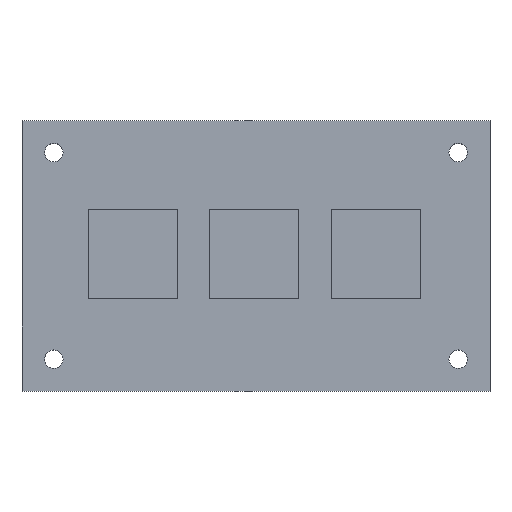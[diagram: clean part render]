
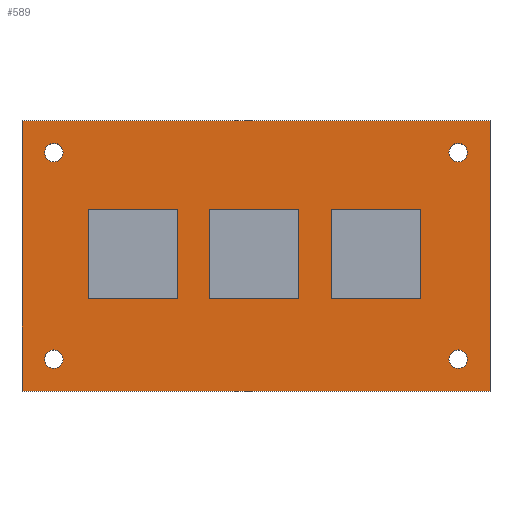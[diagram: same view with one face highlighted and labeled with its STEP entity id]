
A CAD part, top view. The second image highlights one B-rep face of the part: STEP entity #589.
In plain terms, the highlighted planar face has unit normal (0, 0, 1).
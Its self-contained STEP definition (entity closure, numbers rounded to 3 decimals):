
#24=FACE_BOUND('',#100,.T.);
#25=FACE_BOUND('',#101,.T.);
#26=FACE_BOUND('',#102,.T.);
#27=FACE_BOUND('',#103,.T.);
#28=FACE_BOUND('',#104,.T.);
#29=FACE_BOUND('',#105,.T.);
#30=FACE_BOUND('',#106,.T.);
#38=CIRCLE('',#633,1.45);
#39=CIRCLE('',#635,1.45);
#40=CIRCLE('',#637,1.45);
#41=CIRCLE('',#639,1.45);
#65=FACE_OUTER_BOUND('',#99,.T.);
#99=EDGE_LOOP('',(#485,#486,#487,#488));
#100=EDGE_LOOP('',(#489,#490,#491,#492));
#101=EDGE_LOOP('',(#493,#494,#495,#496));
#102=EDGE_LOOP('',(#497,#498,#499,#500));
#103=EDGE_LOOP('',(#501));
#104=EDGE_LOOP('',(#502));
#105=EDGE_LOOP('',(#503));
#106=EDGE_LOOP('',(#504));
#122=LINE('',#811,#192);
#126=LINE('',#819,#196);
#129=LINE('',#825,#199);
#132=LINE('',#830,#202);
#134=LINE('',#835,#204);
#138=LINE('',#843,#208);
#141=LINE('',#849,#211);
#144=LINE('',#854,#214);
#146=LINE('',#859,#216);
#150=LINE('',#867,#220);
#153=LINE('',#873,#223);
#156=LINE('',#878,#226);
#163=LINE('',#901,#233);
#169=LINE('',#911,#239);
#171=LINE('',#915,#241);
#172=LINE('',#917,#242);
#192=VECTOR('',#661,10.);
#196=VECTOR('',#667,10.);
#199=VECTOR('',#672,10.);
#202=VECTOR('',#677,10.);
#204=VECTOR('',#681,10.);
#208=VECTOR('',#687,10.);
#211=VECTOR('',#692,10.);
#214=VECTOR('',#697,10.);
#216=VECTOR('',#701,10.);
#220=VECTOR('',#707,10.);
#223=VECTOR('',#712,10.);
#226=VECTOR('',#717,10.);
#233=VECTOR('',#736,10.);
#239=VECTOR('',#744,10.);
#241=VECTOR('',#748,10.);
#242=VECTOR('',#751,10.);
#261=VERTEX_POINT('',#809);
#262=VERTEX_POINT('',#810);
#265=VERTEX_POINT('',#818);
#267=VERTEX_POINT('',#824);
#269=VERTEX_POINT('',#833);
#270=VERTEX_POINT('',#834);
#273=VERTEX_POINT('',#842);
#275=VERTEX_POINT('',#848);
#277=VERTEX_POINT('',#857);
#278=VERTEX_POINT('',#858);
#281=VERTEX_POINT('',#866);
#283=VERTEX_POINT('',#872);
#293=VERTEX_POINT('',#898);
#294=VERTEX_POINT('',#900);
#297=VERTEX_POINT('',#909);
#298=VERTEX_POINT('',#913);
#299=VERTEX_POINT('',#919);
#300=VERTEX_POINT('',#923);
#301=VERTEX_POINT('',#927);
#302=VERTEX_POINT('',#931);
#314=EDGE_CURVE('',#261,#262,#122,.T.);
#318=EDGE_CURVE('',#265,#261,#126,.T.);
#321=EDGE_CURVE('',#267,#265,#129,.T.);
#324=EDGE_CURVE('',#262,#267,#132,.T.);
#326=EDGE_CURVE('',#269,#270,#134,.T.);
#330=EDGE_CURVE('',#273,#269,#138,.T.);
#333=EDGE_CURVE('',#275,#273,#141,.T.);
#336=EDGE_CURVE('',#270,#275,#144,.T.);
#338=EDGE_CURVE('',#277,#278,#146,.T.);
#342=EDGE_CURVE('',#281,#277,#150,.T.);
#345=EDGE_CURVE('',#283,#281,#153,.T.);
#348=EDGE_CURVE('',#278,#283,#156,.T.);
#359=EDGE_CURVE('',#294,#293,#163,.T.);
#365=EDGE_CURVE('',#293,#297,#169,.T.);
#367=EDGE_CURVE('',#297,#298,#171,.T.);
#368=EDGE_CURVE('',#298,#294,#172,.T.);
#369=EDGE_CURVE('',#299,#299,#38,.T.);
#371=EDGE_CURVE('',#300,#300,#39,.T.);
#373=EDGE_CURVE('',#301,#301,#40,.T.);
#375=EDGE_CURVE('',#302,#302,#41,.T.);
#485=ORIENTED_EDGE('',*,*,#368,.T.);
#486=ORIENTED_EDGE('',*,*,#359,.T.);
#487=ORIENTED_EDGE('',*,*,#365,.T.);
#488=ORIENTED_EDGE('',*,*,#367,.T.);
#489=ORIENTED_EDGE('',*,*,#314,.T.);
#490=ORIENTED_EDGE('',*,*,#324,.T.);
#491=ORIENTED_EDGE('',*,*,#321,.T.);
#492=ORIENTED_EDGE('',*,*,#318,.T.);
#493=ORIENTED_EDGE('',*,*,#326,.T.);
#494=ORIENTED_EDGE('',*,*,#336,.T.);
#495=ORIENTED_EDGE('',*,*,#333,.T.);
#496=ORIENTED_EDGE('',*,*,#330,.T.);
#497=ORIENTED_EDGE('',*,*,#338,.T.);
#498=ORIENTED_EDGE('',*,*,#348,.T.);
#499=ORIENTED_EDGE('',*,*,#345,.T.);
#500=ORIENTED_EDGE('',*,*,#342,.T.);
#501=ORIENTED_EDGE('',*,*,#369,.T.);
#502=ORIENTED_EDGE('',*,*,#373,.T.);
#503=ORIENTED_EDGE('',*,*,#371,.T.);
#504=ORIENTED_EDGE('',*,*,#375,.T.);
#560=PLANE('',#640);
#589=ADVANCED_FACE('',(#65,#24,#25,#26,#27,#28,#29,#30),#560,.T.);
#633=AXIS2_PLACEMENT_3D('',#920,#754,#755);
#635=AXIS2_PLACEMENT_3D('',#924,#759,#760);
#637=AXIS2_PLACEMENT_3D('',#928,#764,#765);
#639=AXIS2_PLACEMENT_3D('',#932,#769,#770);
#640=AXIS2_PLACEMENT_3D('',#934,#772,#773);
#661=DIRECTION('',(1.,0.,0.));
#667=DIRECTION('',(0.,1.,0.));
#672=DIRECTION('',(-1.,0.,0.));
#677=DIRECTION('',(0.,-1.,0.));
#681=DIRECTION('',(1.,0.,0.));
#687=DIRECTION('',(0.,1.,0.));
#692=DIRECTION('',(-1.,0.,0.));
#697=DIRECTION('',(0.,-1.,0.));
#701=DIRECTION('',(1.,0.,0.));
#707=DIRECTION('',(0.,1.,0.));
#712=DIRECTION('',(-1.,0.,0.));
#717=DIRECTION('',(0.,-1.,0.));
#736=DIRECTION('',(0.,-1.,0.));
#744=DIRECTION('',(1.,0.,0.));
#748=DIRECTION('',(0.,1.,0.));
#751=DIRECTION('',(-1.,0.,0.));
#754=DIRECTION('center_axis',(0.,0.,-1.));
#755=DIRECTION('ref_axis',(-1.,0.,0.));
#759=DIRECTION('center_axis',(0.,0.,-1.));
#760=DIRECTION('ref_axis',(-1.,0.,0.));
#764=DIRECTION('center_axis',(0.,0.,-1.));
#765=DIRECTION('ref_axis',(-1.,0.,0.));
#769=DIRECTION('center_axis',(0.,0.,-1.));
#770=DIRECTION('ref_axis',(-1.,0.,0.));
#772=DIRECTION('center_axis',(0.,0.,1.));
#773=DIRECTION('ref_axis',(-1.,0.,0.));
#809=CARTESIAN_POINT('',(38.472,18.524,16.));
#810=CARTESIAN_POINT('',(52.472,18.524,16.));
#811=CARTESIAN_POINT('',(32.586,18.524,16.));
#818=CARTESIAN_POINT('',(38.472,4.524,16.));
#819=CARTESIAN_POINT('',(38.472,7.862,16.));
#824=CARTESIAN_POINT('',(52.472,4.524,16.));
#825=CARTESIAN_POINT('',(39.586,4.524,16.));
#830=CARTESIAN_POINT('',(52.472,14.862,16.));
#833=CARTESIAN_POINT('',(19.422,18.524,16.));
#834=CARTESIAN_POINT('',(33.422,18.524,16.));
#835=CARTESIAN_POINT('',(23.061,18.524,16.));
#842=CARTESIAN_POINT('',(19.422,4.524,16.));
#843=CARTESIAN_POINT('',(19.422,7.862,16.));
#848=CARTESIAN_POINT('',(33.422,4.524,16.));
#849=CARTESIAN_POINT('',(30.061,4.524,16.));
#854=CARTESIAN_POINT('',(33.422,14.862,16.));
#857=CARTESIAN_POINT('',(0.372,18.524,16.));
#858=CARTESIAN_POINT('',(14.372,18.524,16.));
#859=CARTESIAN_POINT('',(13.536,18.524,16.));
#866=CARTESIAN_POINT('',(0.372,4.524,16.));
#867=CARTESIAN_POINT('',(0.372,7.862,16.));
#872=CARTESIAN_POINT('',(14.372,4.524,16.));
#873=CARTESIAN_POINT('',(20.536,4.524,16.));
#878=CARTESIAN_POINT('',(14.372,14.862,16.));
#898=CARTESIAN_POINT('',(-10.,-10.,16.));
#900=CARTESIAN_POINT('',(-10.,32.4,16.));
#901=CARTESIAN_POINT('',(-10.,32.4,16.));
#909=CARTESIAN_POINT('',(63.4,-10.,16.));
#911=CARTESIAN_POINT('',(-10.,-10.,16.));
#913=CARTESIAN_POINT('',(63.4,32.4,16.));
#915=CARTESIAN_POINT('',(63.4,-10.,16.));
#917=CARTESIAN_POINT('',(63.4,32.4,16.));
#919=CARTESIAN_POINT('',(-6.45,27.4,16.));
#920=CARTESIAN_POINT('Origin',(-5.,27.4,16.));
#923=CARTESIAN_POINT('',(-6.45,-5.,16.));
#924=CARTESIAN_POINT('Origin',(-5.,-5.,16.));
#927=CARTESIAN_POINT('',(56.95,-5.,16.));
#928=CARTESIAN_POINT('Origin',(58.4,-5.,16.));
#931=CARTESIAN_POINT('',(56.95,27.4,16.));
#932=CARTESIAN_POINT('Origin',(58.4,27.4,16.));
#934=CARTESIAN_POINT('Origin',(26.7,11.2,16.));
